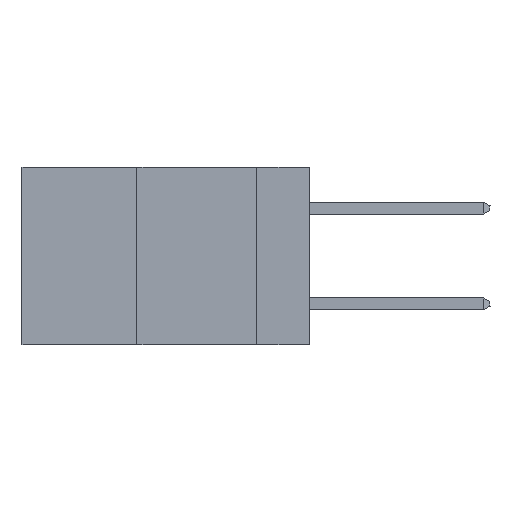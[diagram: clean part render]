
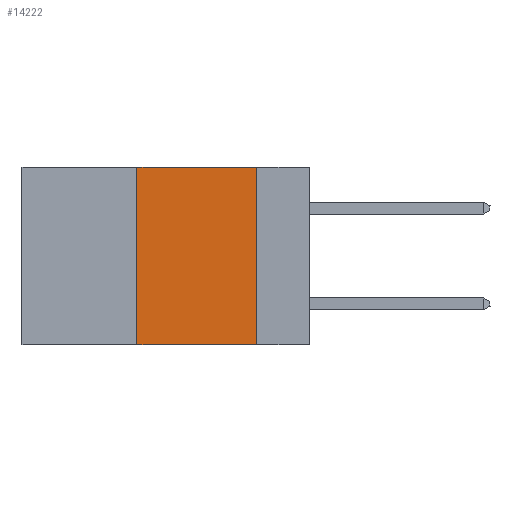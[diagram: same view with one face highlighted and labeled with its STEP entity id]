
A CAD part, left-side view. The second image highlights one B-rep face of the part: STEP entity #14222.
In plain terms, the highlighted planar face has unit normal (-1, 0, 0).
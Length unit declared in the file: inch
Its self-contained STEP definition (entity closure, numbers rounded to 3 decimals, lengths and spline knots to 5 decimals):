
#343 = DIRECTION ( 'NONE',  ( 0., 0., -1. ) ) ;
#1471 = VECTOR ( 'NONE', #15223, 39.37008 ) ;
#2044 = CARTESIAN_POINT ( 'NONE',  ( 0., 0.11, 0. ) ) ;
#2320 = CARTESIAN_POINT ( 'NONE',  ( 0., 0.6, 0. ) ) ;
#2486 = EDGE_LOOP ( 'NONE', ( #13087, #28869, #11282, #18788 ) ) ;
#3875 = AXIS2_PLACEMENT_3D ( 'NONE', #2320, #37764, #20236 ) ;
#5910 = VECTOR ( 'NONE', #343, 39.37008 ) ;
#7374 = DIRECTION ( 'NONE',  ( 0., -1., 0. ) ) ;
#11218 = LINE ( 'NONE', #27495, #1471 ) ;
#11282 = ORIENTED_EDGE ( 'NONE', *, *, #13437, .F. ) ;
#11377 = VERTEX_POINT ( 'NONE', #16422 ) ;
#11898 = LINE ( 'NONE', #12148, #5910 ) ;
#12148 = CARTESIAN_POINT ( 'NONE',  ( 0., 0.11, 0. ) ) ;
#13087 = ORIENTED_EDGE ( 'NONE', *, *, #31592, .F. ) ;
#13437 = EDGE_CURVE ( 'NONE', #11377, #30644, #31732, .T. ) ;
#14222 = ADVANCED_FACE ( 'NONE', ( #21444 ), #23512, .F. ) ;
#15223 = DIRECTION ( 'NONE',  ( 0., -1., 0. ) ) ;
#16422 = CARTESIAN_POINT ( 'NONE',  ( 0., 0.36, -0.37 ) ) ;
#18788 = ORIENTED_EDGE ( 'NONE', *, *, #33497, .T. ) ;
#20236 = DIRECTION ( 'NONE',  ( 0., 0., -1. ) ) ;
#21444 = FACE_OUTER_BOUND ( 'NONE', #2486, .T. ) ;
#21517 = VECTOR ( 'NONE', #28504, 39.37008 ) ;
#21916 = LINE ( 'NONE', #33018, #37715 ) ;
#22213 = CARTESIAN_POINT ( 'NONE',  ( 0., 0.36, 0. ) ) ;
#23380 = VERTEX_POINT ( 'NONE', #26546 ) ;
#23512 = PLANE ( 'NONE',  #3875 ) ;
#25534 = CARTESIAN_POINT ( 'NONE',  ( 0., 0.36, 0. ) ) ;
#26416 = EDGE_CURVE ( 'NONE', #30644, #33146, #11218, .T. ) ;
#26546 = CARTESIAN_POINT ( 'NONE',  ( 0., 0.11, -0.37 ) ) ;
#27495 = CARTESIAN_POINT ( 'NONE',  ( 0., 0.6, 0. ) ) ;
#28504 = DIRECTION ( 'NONE',  ( 0., 0., 1. ) ) ;
#28869 = ORIENTED_EDGE ( 'NONE', *, *, #26416, .F. ) ;
#30644 = VERTEX_POINT ( 'NONE', #22213 ) ;
#31592 = EDGE_CURVE ( 'NONE', #33146, #23380, #11898, .T. ) ;
#31732 = LINE ( 'NONE', #25534, #21517 ) ;
#33018 = CARTESIAN_POINT ( 'NONE',  ( 0., 0.6, -0.37 ) ) ;
#33146 = VERTEX_POINT ( 'NONE', #2044 ) ;
#33497 = EDGE_CURVE ( 'NONE', #11377, #23380, #21916, .T. ) ;
#37715 = VECTOR ( 'NONE', #7374, 39.37008 ) ;
#37764 = DIRECTION ( 'NONE',  ( 1., 0., 0. ) ) ;
